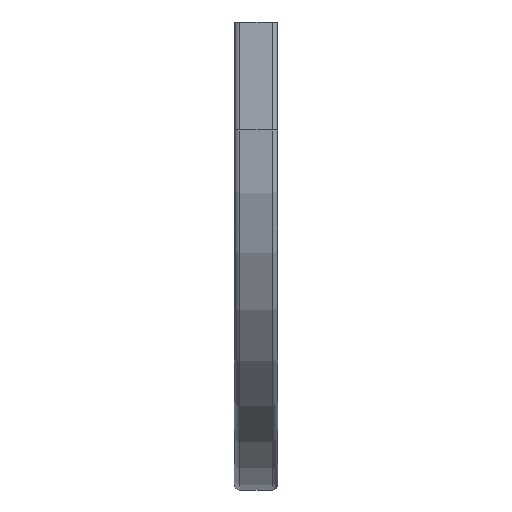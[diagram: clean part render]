
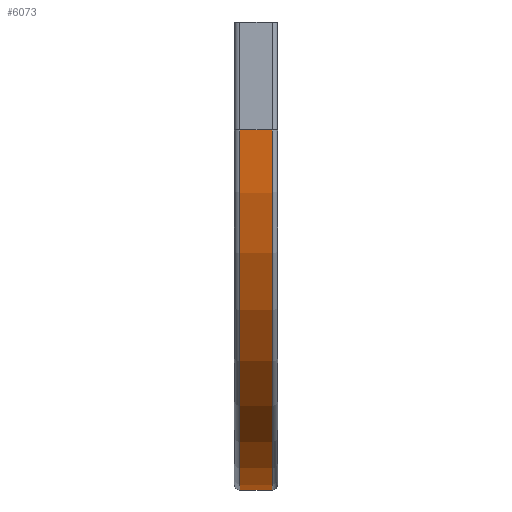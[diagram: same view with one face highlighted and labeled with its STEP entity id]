
A CAD part, left-side view. The second image highlights one B-rep face of the part: STEP entity #6073.
In plain terms, the highlighted cylindrical face has radius 500 mm (diameter 1000 mm), a partial arc.
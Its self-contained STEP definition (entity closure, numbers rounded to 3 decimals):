
#132 = EDGE_CURVE ( 'NONE', #5062, #3413, #8296, .T. ) ;
#491 = VECTOR ( 'NONE', #2061, 1000. ) ;
#900 = ORIENTED_EDGE ( 'NONE', *, *, #9448, .T. ) ;
#1727 = DIRECTION ( 'NONE',  ( 0., 1., 0. ) ) ;
#1734 = EDGE_LOOP ( 'NONE', ( #5770, #900, #5539, #2737 ) ) ;
#1813 = FACE_OUTER_BOUND ( 'NONE', #1734, .T. ) ;
#2042 = LINE ( 'NONE', #9943, #10735 ) ;
#2061 = DIRECTION ( 'NONE',  ( 0., 1., 0. ) ) ;
#2112 = VERTEX_POINT ( 'NONE', #4212 ) ;
#2134 = AXIS2_PLACEMENT_3D ( 'NONE', #10696, #10679, #10647 ) ;
#2213 = CARTESIAN_POINT ( 'NONE',  ( 315., 6.791, -650. ) ) ;
#2737 = ORIENTED_EDGE ( 'NONE', *, *, #132, .F. ) ;
#3028 = CIRCLE ( 'NONE', #2134, 500. ) ;
#3413 = VERTEX_POINT ( 'NONE', #9656 ) ;
#4052 = AXIS2_PLACEMENT_3D ( 'NONE', #7698, #7710, #7692 ) ;
#4212 = CARTESIAN_POINT ( 'NONE',  ( -185., -22.5, -150. ) ) ;
#5062 = VERTEX_POINT ( 'NONE', #6310 ) ;
#5188 = LINE ( 'NONE', #2213, #491 ) ;
#5539 = ORIENTED_EDGE ( 'NONE', *, *, #8638, .T. ) ;
#5770 = ORIENTED_EDGE ( 'NONE', *, *, #10950, .F. ) ;
#5879 = AXIS2_PLACEMENT_3D ( 'NONE', #6253, #6059, #6302 ) ;
#6059 = DIRECTION ( 'NONE',  ( 0., 1., 0. ) ) ;
#6073 = ADVANCED_FACE ( 'NONE', ( #1813 ), #10010, .T. ) ;
#6253 = CARTESIAN_POINT ( 'NONE',  ( 315., 0., -150. ) ) ;
#6302 = DIRECTION ( 'NONE',  ( 1., 0., 0. ) ) ;
#6310 = CARTESIAN_POINT ( 'NONE',  ( 315., 22.5, -650. ) ) ;
#7692 = DIRECTION ( 'NONE',  ( 1., 0., 0. ) ) ;
#7698 = CARTESIAN_POINT ( 'NONE',  ( 315., 22.5, -150. ) ) ;
#7710 = DIRECTION ( 'NONE',  ( 0., 1., 0. ) ) ;
#8296 = CIRCLE ( 'NONE', #4052, 500. ) ;
#8458 = CARTESIAN_POINT ( 'NONE',  ( 315., -22.5, -650. ) ) ;
#8638 = EDGE_CURVE ( 'NONE', #2112, #3413, #2042, .T. ) ;
#9448 = EDGE_CURVE ( 'NONE', #9824, #2112, #3028, .T. ) ;
#9656 = CARTESIAN_POINT ( 'NONE',  ( -185., 22.5, -150. ) ) ;
#9824 = VERTEX_POINT ( 'NONE', #8458 ) ;
#9943 = CARTESIAN_POINT ( 'NONE',  ( -185., 6.791, -150. ) ) ;
#10010 = CYLINDRICAL_SURFACE ( 'NONE', #5879, 500. ) ;
#10647 = DIRECTION ( 'NONE',  ( 1., 0., 0. ) ) ;
#10679 = DIRECTION ( 'NONE',  ( 0., 1., 0. ) ) ;
#10696 = CARTESIAN_POINT ( 'NONE',  ( 315., -22.5, -150. ) ) ;
#10735 = VECTOR ( 'NONE', #1727, 1000. ) ;
#10950 = EDGE_CURVE ( 'NONE', #9824, #5062, #5188, .T. ) ;
